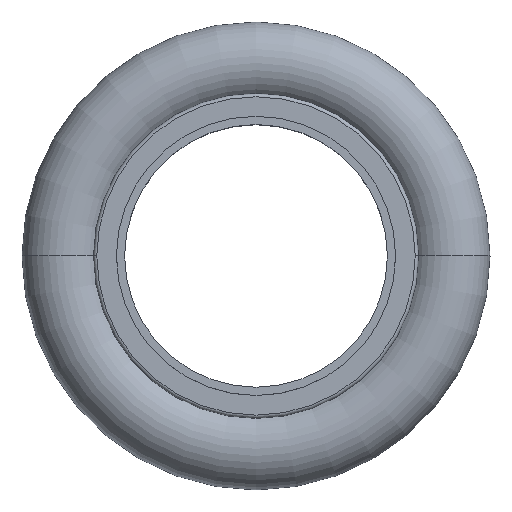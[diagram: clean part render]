
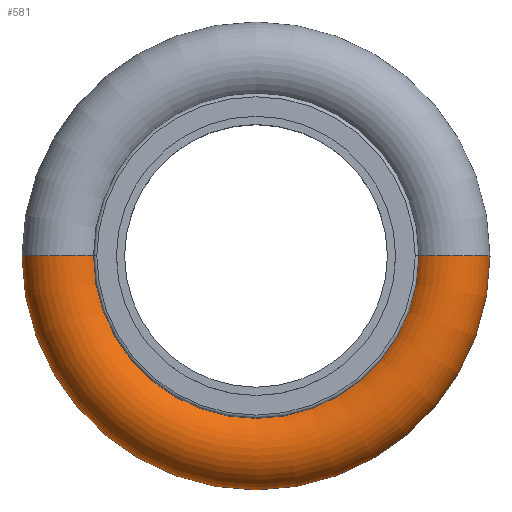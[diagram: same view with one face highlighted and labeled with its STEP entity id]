
A CAD part, top view. The second image highlights one B-rep face of the part: STEP entity #581.
In plain terms, the highlighted toroidal (fillet/blend) face has major radius 11.75 mm and minor radius 2.5 mm.
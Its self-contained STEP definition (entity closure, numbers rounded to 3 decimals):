
#26 = CARTESIAN_POINT ( 'NONE',  ( 11.75, 0., -4. ) ) ;
#33 = CIRCLE ( 'NONE', #60, 9.25 ) ;
#60 = AXIS2_PLACEMENT_3D ( 'NONE', #890, #896, #901 ) ;
#65 = EDGE_CURVE ( 'NONE', #422, #281, #811, .T. ) ;
#167 = CARTESIAN_POINT ( 'NONE',  ( 0., 0., -4. ) ) ;
#215 = EDGE_CURVE ( 'NONE', #281, #698, #33, .T. ) ;
#255 = AXIS2_PLACEMENT_3D ( 'NONE', #647, #639, #559 ) ;
#281 = VERTEX_POINT ( 'NONE', #533 ) ;
#286 = DIRECTION ( 'NONE',  ( 0., 0., 1. ) ) ;
#289 = DIRECTION ( 'NONE',  ( 1., 0., 0. ) ) ;
#306 = CARTESIAN_POINT ( 'NONE',  ( 14.25, 0., -4. ) ) ;
#321 = EDGE_CURVE ( 'NONE', #439, #698, #888, .T. ) ;
#394 = CARTESIAN_POINT ( 'NONE',  ( -14.25, 0., -4. ) ) ;
#416 = AXIS2_PLACEMENT_3D ( 'NONE', #26, #459, #629 ) ;
#422 = VERTEX_POINT ( 'NONE', #394 ) ;
#439 = VERTEX_POINT ( 'NONE', #306 ) ;
#459 = DIRECTION ( 'NONE',  ( 0., -1., 0. ) ) ;
#498 = DIRECTION ( 'NONE',  ( -1., 0., 0. ) ) ;
#503 = ORIENTED_EDGE ( 'NONE', *, *, #321, .T. ) ;
#513 = DIRECTION ( 'NONE',  ( 0., 1., 0. ) ) ;
#533 = CARTESIAN_POINT ( 'NONE',  ( -9.25, 0., -4. ) ) ;
#540 = CIRCLE ( 'NONE', #255, 14.25 ) ;
#559 = DIRECTION ( 'NONE',  ( 1., 0., 0. ) ) ;
#581 = ADVANCED_FACE ( 'NONE', ( #862 ), #799, .T. ) ;
#587 = ORIENTED_EDGE ( 'NONE', *, *, #65, .F. ) ;
#590 = CARTESIAN_POINT ( 'NONE',  ( -11.75, 0., -4. ) ) ;
#629 = DIRECTION ( 'NONE',  ( 0., 0., -1. ) ) ;
#639 = DIRECTION ( 'NONE',  ( 0., 0., 1. ) ) ;
#647 = CARTESIAN_POINT ( 'NONE',  ( 0., 0., -4. ) ) ;
#648 = ORIENTED_EDGE ( 'NONE', *, *, #963, .T. ) ;
#690 = ORIENTED_EDGE ( 'NONE', *, *, #215, .F. ) ;
#698 = VERTEX_POINT ( 'NONE', #942 ) ;
#729 = EDGE_LOOP ( 'NONE', ( #587, #648, #503, #690 ) ) ;
#799 = TOROIDAL_SURFACE ( 'NONE', #841, 11.75, 2.5 ) ;
#811 = CIRCLE ( 'NONE', #924, 2.5 ) ;
#841 = AXIS2_PLACEMENT_3D ( 'NONE', #167, #286, #289 ) ;
#862 = FACE_OUTER_BOUND ( 'NONE', #729, .T. ) ;
#888 = CIRCLE ( 'NONE', #416, 2.5 ) ;
#890 = CARTESIAN_POINT ( 'NONE',  ( 0., 0., -4. ) ) ;
#896 = DIRECTION ( 'NONE',  ( 0., 0., 1. ) ) ;
#901 = DIRECTION ( 'NONE',  ( 1., 0., 0. ) ) ;
#924 = AXIS2_PLACEMENT_3D ( 'NONE', #590, #513, #498 ) ;
#942 = CARTESIAN_POINT ( 'NONE',  ( 9.25, 0., -4. ) ) ;
#963 = EDGE_CURVE ( 'NONE', #422, #439, #540, .T. ) ;
